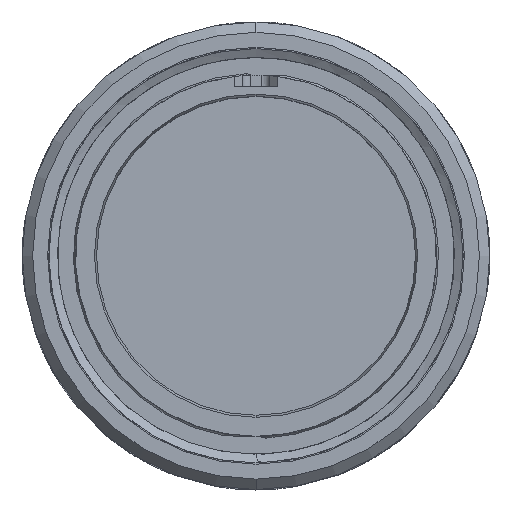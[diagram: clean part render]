
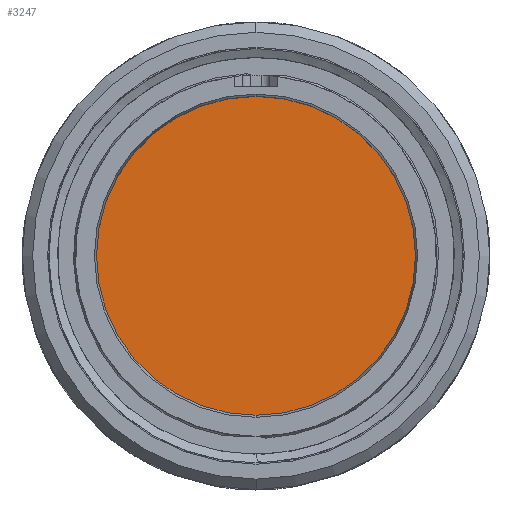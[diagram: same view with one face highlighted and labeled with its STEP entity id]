
A CAD part, top view. The second image highlights one B-rep face of the part: STEP entity #3247.
In plain terms, the highlighted planar face has unit normal (0, 0, 1).
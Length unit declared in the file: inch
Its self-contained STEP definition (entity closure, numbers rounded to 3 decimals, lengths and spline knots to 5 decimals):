
#234 = EDGE_CURVE ( 'NONE', #1777, #247, #1661, .T. ) ;
#247 = VERTEX_POINT ( 'NONE', #1530 ) ;
#492 = DIRECTION ( 'NONE',  ( -1., 0., 0. ) ) ;
#580 = CIRCLE ( 'NONE', #5766, 0.6295 ) ;
#761 = CARTESIAN_POINT ( 'NONE',  ( 0., 0.6295, -0.527 ) ) ;
#1049 = DIRECTION ( 'NONE',  ( -1., 0., 0. ) ) ;
#1171 = ORIENTED_EDGE ( 'NONE', *, *, #234, .T. ) ;
#1179 = EDGE_CURVE ( 'NONE', #247, #1777, #580, .T. ) ;
#1330 = DIRECTION ( 'NONE',  ( 0., 0., -1. ) ) ;
#1348 = AXIS2_PLACEMENT_3D ( 'NONE', #4239, #1330, #6132 ) ;
#1444 = FACE_OUTER_BOUND ( 'NONE', #5143, .T. ) ;
#1530 = CARTESIAN_POINT ( 'NONE',  ( 0., -0.6295, -0.527 ) ) ;
#1661 = CIRCLE ( 'NONE', #2855, 0.6295 ) ;
#1777 = VERTEX_POINT ( 'NONE', #761 ) ;
#2855 = AXIS2_PLACEMENT_3D ( 'NONE', #5796, #5338, #1049 ) ;
#3247 = ADVANCED_FACE ( 'NONE', ( #1444 ), #3267, .F. ) ;
#3267 = PLANE ( 'NONE',  #1348 ) ;
#3387 = CARTESIAN_POINT ( 'NONE',  ( 0., 0., -0.527 ) ) ;
#3889 = ORIENTED_EDGE ( 'NONE', *, *, #1179, .T. ) ;
#4239 = CARTESIAN_POINT ( 'NONE',  ( 0., 0.6295, -0.527 ) ) ;
#5143 = EDGE_LOOP ( 'NONE', ( #3889, #1171 ) ) ;
#5309 = DIRECTION ( 'NONE',  ( 0., 0., 1. ) ) ;
#5338 = DIRECTION ( 'NONE',  ( 0., 0., 1. ) ) ;
#5766 = AXIS2_PLACEMENT_3D ( 'NONE', #3387, #5309, #492 ) ;
#5796 = CARTESIAN_POINT ( 'NONE',  ( 0., 0., -0.527 ) ) ;
#6132 = DIRECTION ( 'NONE',  ( -1., 0., 0. ) ) ;
